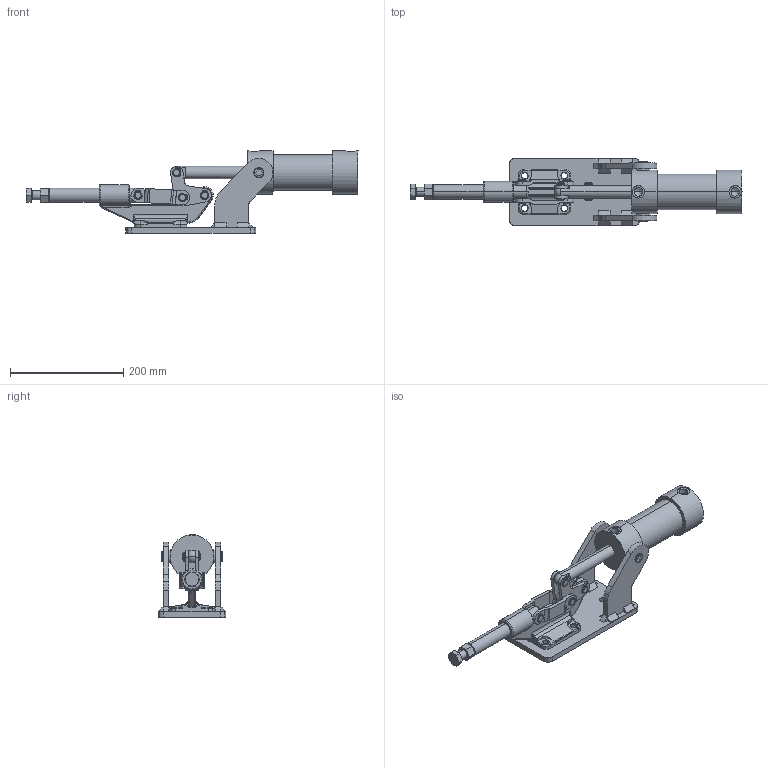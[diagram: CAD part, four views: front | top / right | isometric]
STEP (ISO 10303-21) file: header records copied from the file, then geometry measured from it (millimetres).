
FILE_DESCRIPTION((''),'2;1');
FILE_NAME('739.stp','2005-09-28T11:06:01',('CAD'),(''),'Autodesk Inventor 8','Autodesk Inventor 8','');
FILE_SCHEMA(('AUTOMOTIVE_DESIGN { 1 0 10303 214 1 1 1 1 }'));
Length unit declared in the file: millimetre
Products named in the file (18): R739D1; 319-01D1; 739-02E1; 319-03E1; 319-04E1; 319-05E1; 319-06E1; 739-07E1; 739R08D1; Welds_11; 739-08D1XD01; 739-08D1XE02; Šroub se šestihrannou hlavou ISO 4017 - M16x70; Matice 萐N EN 24 032 M16; Kroužek 12 ÈSN 022930; Podložka ISO 7089 - 12 - A; Šroub M12x16 ÈSN 021143; VÁLEC PV63-100 2000055800630100
Assembly tree (31 placements, depth 3):
  R739D1
    319-01D1
    739-02E1  x2
    319-03E1
    319-04E1  x2
    319-05E1  x2
    319-06E1  x2
    739-07E1
    739R08D1
      Welds_11
      739-08D1XD01
      739-08D1XE02  x2
    Šroub se šestihrannou hlavou ISO 4017 - M16x70
    Matice 萐N EN 24 032 M16
    Kroužek 12 ÈSN 022930  x8
    Podložka ISO 7089 - 12 - A  x2
    Šroub M12x16 ÈSN 021143  x2
    VÁLEC PV63-100 2000055800630100
Bounding box: 586.12 x 120 x 145.52 mm (x, y, z)
Volume: 1552953.7 mm3; surface area: 284728.9 mm2
Topology: 41 solids, 41 shells, 820 faces, 1997 edges, 1256 vertices
Faces by surface type: plane 307, cylinder 303, bspline 118, cone 54, torus 36, sphere 2
Entity records: 19027 total; most frequent: CARTESIAN_POINT 5705, DIRECTION 2818, ORIENTED_EDGE 2610, EDGE_CURVE 1305, AXIS2_PLACEMENT_3D 1098, VERTEX_POINT 810, EDGE_LOOP 623, VECTOR 622
